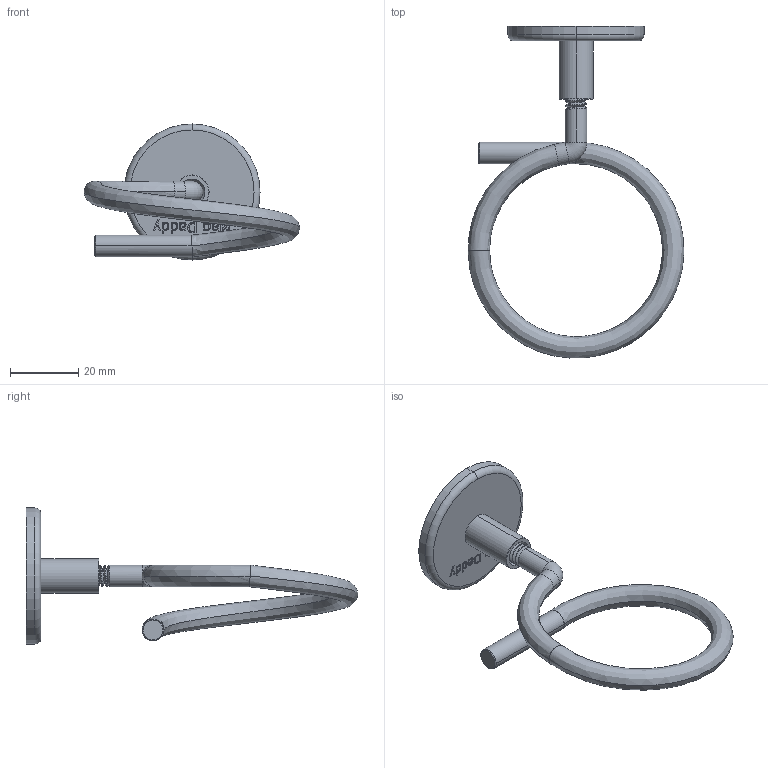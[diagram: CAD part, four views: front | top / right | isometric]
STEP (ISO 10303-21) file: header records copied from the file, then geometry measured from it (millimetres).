
FILE_DESCRIPTION (( 'STEP AP203' ), '1' );
FILE_NAME ('BRM4T200.STEP', '2022-11-15T18:43:02', ( '' ), ( '' ), 'SwSTEP 2.0', 'SolidWorks 2021', '' );
FILE_SCHEMA (( 'CONFIG_CONTROL_DESIGN' ));
Length unit declared in the file: inch
Products named in the file (5): BRM4T200; MAG4TF; MAGNET CUP 40mm; MAGNET; BR4T200_BR4T200
Assembly tree (4 placements, depth 3):
  BRM4T200
    MAG4TF
      MAGNET CUP 40mm
      MAGNET
    BR4T200_BR4T200
Bounding box: 63.49 x 97.57 x 40 mm (x, y, z)
Volume: 13375.7 mm3; surface area: 11099.6 mm2
Topology: 3 solids, 3 shells, 249 faces, 660 edges, 424 vertices
Faces by surface type: bspline 84, plane 83, cylinder 62, torus 11, cone 9
Entity records: 14792 total; most frequent: CARTESIAN_POINT 8993, ORIENTED_EDGE 1300, DIRECTION 782, EDGE_CURVE 650, VERTEX_POINT 424, VECTOR 322, LINE 322, EDGE_LOOP 266
